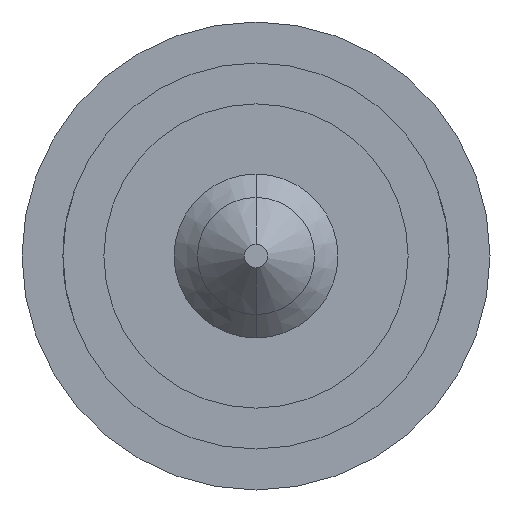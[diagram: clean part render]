
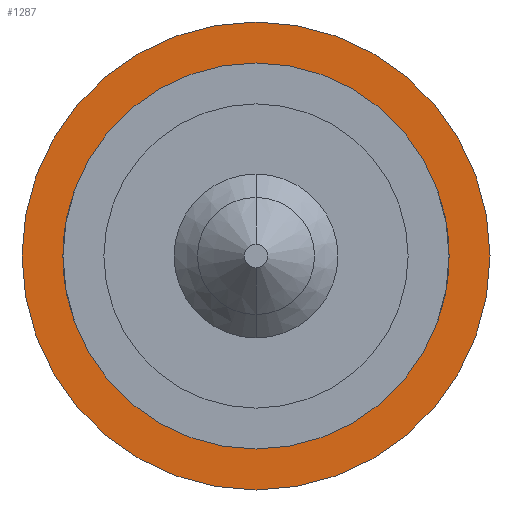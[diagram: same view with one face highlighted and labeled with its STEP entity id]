
A CAD part, front view. The second image highlights one B-rep face of the part: STEP entity #1287.
In plain terms, the highlighted planar face has unit normal (0, -1, 0).
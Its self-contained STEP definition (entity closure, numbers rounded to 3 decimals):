
#15 = CIRCLE ( 'NONE', #681, 0.825 ) ;
#102 = CARTESIAN_POINT ( 'NONE',  ( 0., 28., -1. ) ) ;
#123 = VERTEX_POINT ( 'NONE', #1731 ) ;
#224 = FACE_BOUND ( 'NONE', #3148, .T. ) ;
#242 = DIRECTION ( 'NONE',  ( 0., 0., 1. ) ) ;
#271 = PLANE ( 'NONE',  #1896 ) ;
#285 = DIRECTION ( 'NONE',  ( 0., 1., 0. ) ) ;
#336 = CARTESIAN_POINT ( 'NONE',  ( 0., 28., 0. ) ) ;
#394 = CIRCLE ( 'NONE', #3275, 1. ) ;
#404 = EDGE_LOOP ( 'NONE', ( #3276, #3495 ) ) ;
#574 = EDGE_CURVE ( 'Defeature ausgef�hrt5_7+Defeature ausgef�hrt5_6+Defeature ausgef�hrt5_6+Defeature ausgef�hrt5_6', #3256, #1964, #394, .T. ) ;
#681 = AXIS2_PLACEMENT_3D ( 'NONE', #336, #1168, #3302 ) ;
#711 = EDGE_CURVE ( 'Defeature ausgef�hrt5_6+Defeature ausgef�hrt5_0+Defeature ausgef�hrt5_0+Defeature ausgef�hrt5_0', #2049, #123, #15, .T. ) ;
#782 = AXIS2_PLACEMENT_3D ( 'NONE', #2237, #1734, #1440 ) ;
#1168 = DIRECTION ( 'NONE',  ( 0., 1., 0. ) ) ;
#1287 = ADVANCED_FACE ( 'Defeature ausgef�hrt5_6', ( #1353, #224 ), #271, .F. ) ;
#1353 = FACE_OUTER_BOUND ( 'NONE', #404, .T. ) ;
#1366 = CARTESIAN_POINT ( 'NONE',  ( 0., 28., 0. ) ) ;
#1440 = DIRECTION ( 'NONE',  ( 0., 0., 1. ) ) ;
#1592 = DIRECTION ( 'NONE',  ( 0., 1., 0. ) ) ;
#1624 = DIRECTION ( 'NONE',  ( 0., 0., 1. ) ) ;
#1731 = CARTESIAN_POINT ( 'NONE',  ( 0., 28., 0.825 ) ) ;
#1734 = DIRECTION ( 'NONE',  ( 0., 1., 0. ) ) ;
#1802 = AXIS2_PLACEMENT_3D ( 'NONE', #1366, #2992, #242 ) ;
#1896 = AXIS2_PLACEMENT_3D ( 'NONE', #2213, #285, #1624 ) ;
#1926 = EDGE_CURVE ( 'Defeature ausgef�hrt5_6+Defeature ausgef�hrt5_0+Defeature ausgef�hrt5_0+Defeature ausgef�hrt5_0', #123, #2049, #3356, .T. ) ;
#1963 = ORIENTED_EDGE ( 'NONE', *, *, #1926, .T. ) ;
#1964 = VERTEX_POINT ( 'NONE', #102 ) ;
#1997 = ORIENTED_EDGE ( 'NONE', *, *, #711, .T. ) ;
#2049 = VERTEX_POINT ( 'NONE', #2848 ) ;
#2213 = CARTESIAN_POINT ( 'NONE',  ( 0.825, 28., 0. ) ) ;
#2237 = CARTESIAN_POINT ( 'NONE',  ( 0., 28., 0. ) ) ;
#2335 = CARTESIAN_POINT ( 'NONE',  ( 0., 28., 1. ) ) ;
#2463 = CIRCLE ( 'NONE', #1802, 1. ) ;
#2848 = CARTESIAN_POINT ( 'NONE',  ( 0., 28., -0.825 ) ) ;
#2919 = EDGE_CURVE ( 'Defeature ausgef�hrt5_7+Defeature ausgef�hrt5_6+Defeature ausgef�hrt5_6+Defeature ausgef�hrt5_6', #1964, #3256, #2463, .T. ) ;
#2992 = DIRECTION ( 'NONE',  ( 0., 1., 0. ) ) ;
#3148 = EDGE_LOOP ( 'NONE', ( #1997, #1963 ) ) ;
#3227 = CARTESIAN_POINT ( 'NONE',  ( 0., 28., 0. ) ) ;
#3256 = VERTEX_POINT ( 'NONE', #2335 ) ;
#3275 = AXIS2_PLACEMENT_3D ( 'NONE', #3227, #1592, #3500 ) ;
#3276 = ORIENTED_EDGE ( 'NONE', *, *, #574, .F. ) ;
#3302 = DIRECTION ( 'NONE',  ( 0., 0., 1. ) ) ;
#3356 = CIRCLE ( 'NONE', #782, 0.825 ) ;
#3495 = ORIENTED_EDGE ( 'NONE', *, *, #2919, .F. ) ;
#3500 = DIRECTION ( 'NONE',  ( 0., 0., 1. ) ) ;
